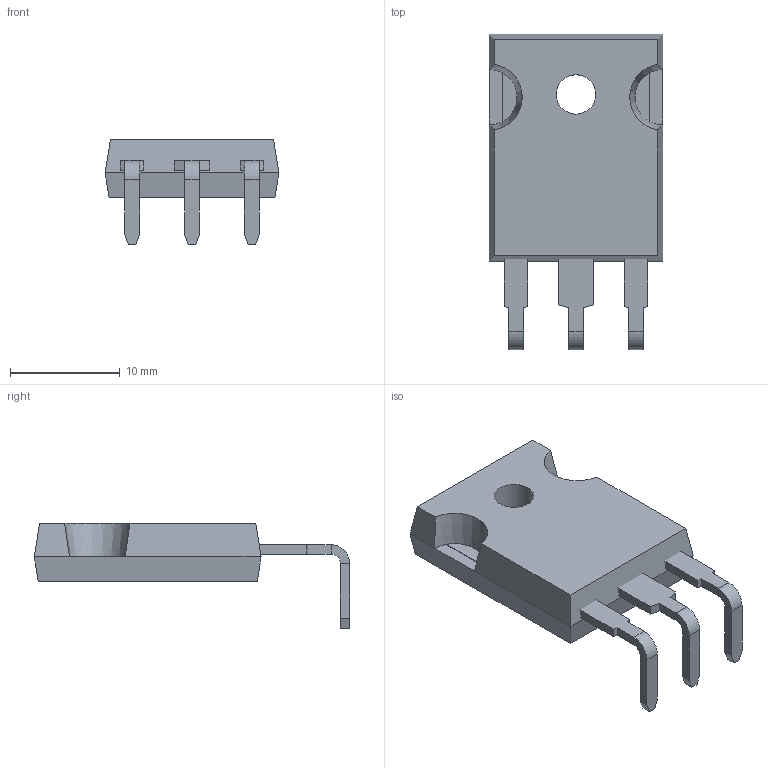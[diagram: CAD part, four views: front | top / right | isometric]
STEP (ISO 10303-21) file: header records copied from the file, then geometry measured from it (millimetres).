
FILE_DESCRIPTION(('STEP AP214'), '1');
FILE_NAME('TO-247AC-HB', '2016-03-12T22:11:46', ('Nobody'), (''), 'ASCON STEP Converter 1.3', 'ASCON Math Kernel', '');
FILE_SCHEMA(('AUTOMOTIVE_DESIGN { 1 0 10303 214 3 1 1}'));
Length unit declared in the file: millimetre
Bounding box: 15.85 x 28.79 x 9.6 mm (x, y, z)
Volume: 1601.3 mm3; surface area: 1871.4 mm2
Topology: 5 solids, 5 shells, 95 faces, 225 edges, 138 vertices
Faces by surface type: plane 80, cylinder 13, cone 2
Full cylindrical faces by diameter (mm): 3.6 x1, 4.25 x2
Entity records: 3514 total; most frequent: CARTESIAN_POINT 484, DIRECTION 444, ORIENTED_EDGE 444, EDGE_CURVE 222, LINE 184, VECTOR 184, VERTEX_POINT 138, AXIS2_PLACEMENT_3D 130
